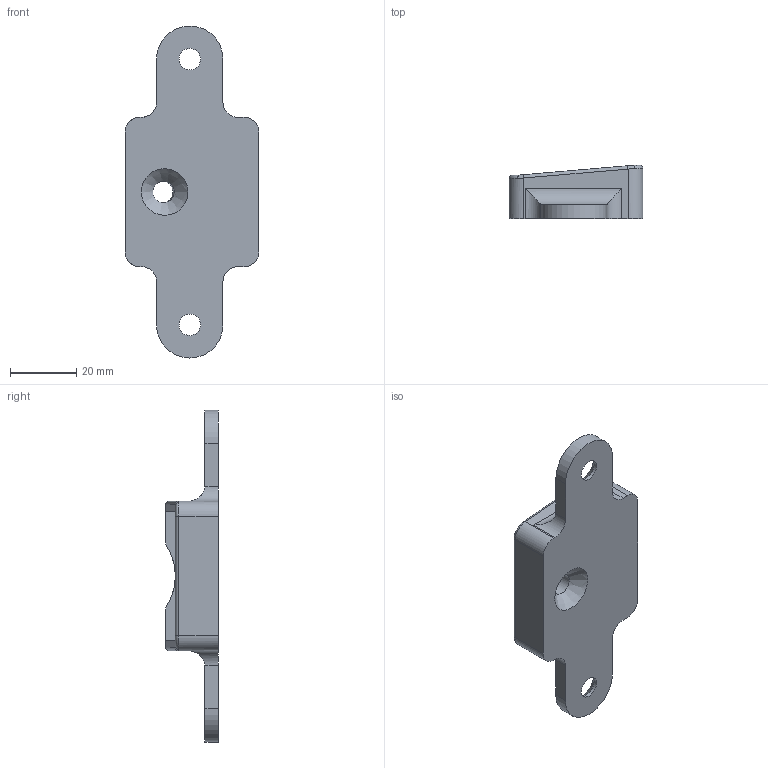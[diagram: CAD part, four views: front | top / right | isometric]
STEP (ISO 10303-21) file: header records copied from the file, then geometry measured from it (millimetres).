
FILE_DESCRIPTION(/* description */ (''),/* implementation_level */ '2;1');
FILE_NAME(/* name */ 'Kamerahalterung_Winkel_5.stp',/* time_stamp */ '2020-05-20T12:33:36+02:00',/* author */ ('111162002'),/* organization */ (''),/* preprocessor_version */ 'ST-DEVELOPER v17',/* originating_system */ 'Autodesk Inventor 2019',/* authorisation */ '');
FILE_SCHEMA (('AUTOMOTIVE_DESIGN { 1 0 10303 214 3 1 1 }'));
Length unit declared in the file: millimetre
Products named in the file (1): Kamerahalterung_Winkel_5
Bounding box: 40.33 x 15.96 x 100 mm (x, y, z)
Volume: 25195.1 mm3; surface area: 8704 mm2
Topology: 1 solids, 1 shells, 58 faces, 157 edges, 108 vertices
Faces by surface type: plane 26, cylinder 21, bspline 5, torus 4, cone 2
Full cylindrical faces by diameter (mm): 6.5 x3
Entity records: 2233 total; most frequent: CARTESIAN_POINT 736, ORIENTED_EDGE 300, DIRECTION 293, EDGE_CURVE 150, AXIS2_PLACEMENT_3D 104, VERTEX_POINT 95, LINE 85, VECTOR 85
